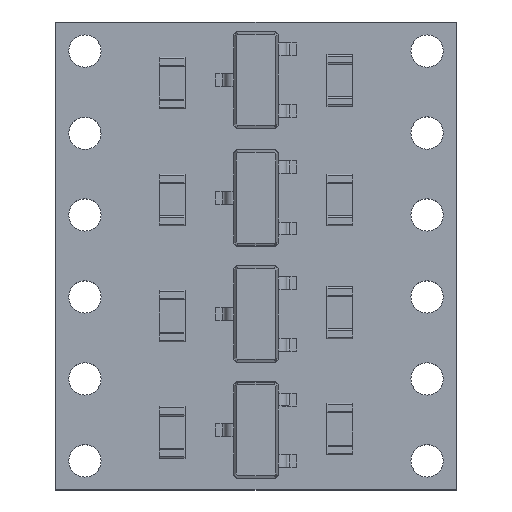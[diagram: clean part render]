
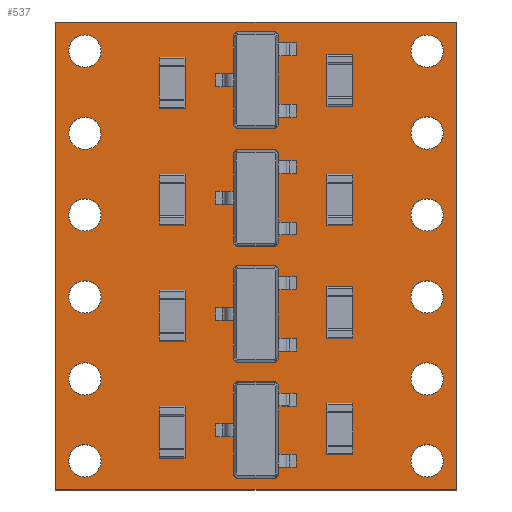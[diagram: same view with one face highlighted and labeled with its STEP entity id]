
A CAD part, top view. The second image highlights one B-rep face of the part: STEP entity #537.
In plain terms, the highlighted planar face has unit normal (0, 0, 1).
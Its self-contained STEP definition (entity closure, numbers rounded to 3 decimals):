
#22 = VERTEX_POINT('',#23);
#23 = CARTESIAN_POINT('',(-6.2,7.4,1.6));
#40 = VERTEX_POINT('',#41);
#41 = CARTESIAN_POINT('',(-6.2,-7.1,1.6));
#47 = EDGE_CURVE('',#22,#40,#48,.T.);
#48 = LINE('',#49,#50);
#49 = CARTESIAN_POINT('',(-6.2,7.4,1.6));
#50 = VECTOR('',#51,1.);
#51 = DIRECTION('',(0.,-1.,0.));
#71 = VERTEX_POINT('',#72);
#72 = CARTESIAN_POINT('',(6.2,7.4,1.6));
#78 = EDGE_CURVE('',#22,#71,#79,.T.);
#79 = LINE('',#80,#81);
#80 = CARTESIAN_POINT('',(-6.2,7.4,1.6));
#81 = VECTOR('',#82,1.);
#82 = DIRECTION('',(1.,0.,0.));
#102 = VERTEX_POINT('',#103);
#103 = CARTESIAN_POINT('',(6.2,-7.1,1.6));
#109 = EDGE_CURVE('',#40,#102,#110,.T.);
#110 = LINE('',#111,#112);
#111 = CARTESIAN_POINT('',(-6.2,-7.1,1.6));
#112 = VECTOR('',#113,1.);
#113 = DIRECTION('',(1.,0.,0.));
#131 = EDGE_CURVE('',#102,#71,#132,.T.);
#132 = LINE('',#133,#134);
#133 = CARTESIAN_POINT('',(6.2,-7.1,1.6));
#134 = VECTOR('',#135,1.);
#135 = DIRECTION('',(0.,1.,0.));
#146 = VERTEX_POINT('',#147);
#147 = CARTESIAN_POINT('',(-4.8,-6.2,1.6));
#163 = EDGE_CURVE('',#146,#146,#164,.T.);
#164 = CIRCLE('',#165,0.5);
#165 = AXIS2_PLACEMENT_3D('',#166,#167,#168);
#166 = CARTESIAN_POINT('',(-5.3,-6.2,1.6));
#167 = DIRECTION('',(0.,0.,1.));
#168 = DIRECTION('',(1.,0.,0.));
#179 = VERTEX_POINT('',#180);
#180 = CARTESIAN_POINT('',(-4.8,-3.66,1.6));
#196 = EDGE_CURVE('',#179,#179,#197,.T.);
#197 = CIRCLE('',#198,0.5);
#198 = AXIS2_PLACEMENT_3D('',#199,#200,#201);
#199 = CARTESIAN_POINT('',(-5.3,-3.66,1.6));
#200 = DIRECTION('',(0.,0.,1.));
#201 = DIRECTION('',(1.,0.,0.));
#212 = VERTEX_POINT('',#213);
#213 = CARTESIAN_POINT('',(-4.8,-1.12,1.6));
#229 = EDGE_CURVE('',#212,#212,#230,.T.);
#230 = CIRCLE('',#231,0.5);
#231 = AXIS2_PLACEMENT_3D('',#232,#233,#234);
#232 = CARTESIAN_POINT('',(-5.3,-1.12,1.6));
#233 = DIRECTION('',(0.,0.,1.));
#234 = DIRECTION('',(1.,0.,0.));
#245 = VERTEX_POINT('',#246);
#246 = CARTESIAN_POINT('',(5.8,-6.2,1.6));
#262 = EDGE_CURVE('',#245,#245,#263,.T.);
#263 = CIRCLE('',#264,0.5);
#264 = AXIS2_PLACEMENT_3D('',#265,#266,#267);
#265 = CARTESIAN_POINT('',(5.3,-6.2,1.6));
#266 = DIRECTION('',(0.,0.,1.));
#267 = DIRECTION('',(1.,0.,0.));
#278 = VERTEX_POINT('',#279);
#279 = CARTESIAN_POINT('',(5.8,-3.66,1.6));
#295 = EDGE_CURVE('',#278,#278,#296,.T.);
#296 = CIRCLE('',#297,0.5);
#297 = AXIS2_PLACEMENT_3D('',#298,#299,#300);
#298 = CARTESIAN_POINT('',(5.3,-3.66,1.6));
#299 = DIRECTION('',(0.,0.,1.));
#300 = DIRECTION('',(1.,0.,0.));
#311 = VERTEX_POINT('',#312);
#312 = CARTESIAN_POINT('',(5.8,-1.12,1.6));
#328 = EDGE_CURVE('',#311,#311,#329,.T.);
#329 = CIRCLE('',#330,0.5);
#330 = AXIS2_PLACEMENT_3D('',#331,#332,#333);
#331 = CARTESIAN_POINT('',(5.3,-1.12,1.6));
#332 = DIRECTION('',(0.,0.,1.));
#333 = DIRECTION('',(1.,0.,0.));
#344 = VERTEX_POINT('',#345);
#345 = CARTESIAN_POINT('',(-4.8,1.42,1.6));
#361 = EDGE_CURVE('',#344,#344,#362,.T.);
#362 = CIRCLE('',#363,0.5);
#363 = AXIS2_PLACEMENT_3D('',#364,#365,#366);
#364 = CARTESIAN_POINT('',(-5.3,1.42,1.6));
#365 = DIRECTION('',(0.,0.,1.));
#366 = DIRECTION('',(1.,0.,0.));
#377 = VERTEX_POINT('',#378);
#378 = CARTESIAN_POINT('',(-4.8,3.95,1.6));
#394 = EDGE_CURVE('',#377,#377,#395,.T.);
#395 = CIRCLE('',#396,0.5);
#396 = AXIS2_PLACEMENT_3D('',#397,#398,#399);
#397 = CARTESIAN_POINT('',(-5.3,3.95,1.6));
#398 = DIRECTION('',(0.,0.,1.));
#399 = DIRECTION('',(1.,0.,0.));
#410 = VERTEX_POINT('',#411);
#411 = CARTESIAN_POINT('',(-4.8,6.5,1.6));
#427 = EDGE_CURVE('',#410,#410,#428,.T.);
#428 = CIRCLE('',#429,0.5);
#429 = AXIS2_PLACEMENT_3D('',#430,#431,#432);
#430 = CARTESIAN_POINT('',(-5.3,6.5,1.6));
#431 = DIRECTION('',(0.,0.,1.));
#432 = DIRECTION('',(1.,0.,0.));
#443 = VERTEX_POINT('',#444);
#444 = CARTESIAN_POINT('',(5.8,1.42,1.6));
#460 = EDGE_CURVE('',#443,#443,#461,.T.);
#461 = CIRCLE('',#462,0.5);
#462 = AXIS2_PLACEMENT_3D('',#463,#464,#465);
#463 = CARTESIAN_POINT('',(5.3,1.42,1.6));
#464 = DIRECTION('',(0.,0.,1.));
#465 = DIRECTION('',(1.,0.,0.));
#476 = VERTEX_POINT('',#477);
#477 = CARTESIAN_POINT('',(5.8,3.96,1.6));
#493 = EDGE_CURVE('',#476,#476,#494,.T.);
#494 = CIRCLE('',#495,0.5);
#495 = AXIS2_PLACEMENT_3D('',#496,#497,#498);
#496 = CARTESIAN_POINT('',(5.3,3.96,1.6));
#497 = DIRECTION('',(0.,0.,1.));
#498 = DIRECTION('',(1.,0.,0.));
#509 = VERTEX_POINT('',#510);
#510 = CARTESIAN_POINT('',(5.8,6.5,1.6));
#526 = EDGE_CURVE('',#509,#509,#527,.T.);
#527 = CIRCLE('',#528,0.5);
#528 = AXIS2_PLACEMENT_3D('',#529,#530,#531);
#529 = CARTESIAN_POINT('',(5.3,6.5,1.6));
#530 = DIRECTION('',(0.,0.,1.));
#531 = DIRECTION('',(1.,0.,0.));
#537 = ADVANCED_FACE('',(#538,#544,#547,#550,#553,#556,#559,#562,#565,
    #568,#571,#574,#577),#580,.T.);
#538 = FACE_BOUND('',#539,.T.);
#539 = EDGE_LOOP('',(#540,#541,#542,#543));
#540 = ORIENTED_EDGE('',*,*,#47,.T.);
#541 = ORIENTED_EDGE('',*,*,#109,.T.);
#542 = ORIENTED_EDGE('',*,*,#131,.T.);
#543 = ORIENTED_EDGE('',*,*,#78,.F.);
#544 = FACE_BOUND('',#545,.T.);
#545 = EDGE_LOOP('',(#546));
#546 = ORIENTED_EDGE('',*,*,#163,.F.);
#547 = FACE_BOUND('',#548,.T.);
#548 = EDGE_LOOP('',(#549));
#549 = ORIENTED_EDGE('',*,*,#196,.F.);
#550 = FACE_BOUND('',#551,.T.);
#551 = EDGE_LOOP('',(#552));
#552 = ORIENTED_EDGE('',*,*,#229,.F.);
#553 = FACE_BOUND('',#554,.T.);
#554 = EDGE_LOOP('',(#555));
#555 = ORIENTED_EDGE('',*,*,#262,.F.);
#556 = FACE_BOUND('',#557,.T.);
#557 = EDGE_LOOP('',(#558));
#558 = ORIENTED_EDGE('',*,*,#295,.F.);
#559 = FACE_BOUND('',#560,.T.);
#560 = EDGE_LOOP('',(#561));
#561 = ORIENTED_EDGE('',*,*,#328,.F.);
#562 = FACE_BOUND('',#563,.T.);
#563 = EDGE_LOOP('',(#564));
#564 = ORIENTED_EDGE('',*,*,#361,.F.);
#565 = FACE_BOUND('',#566,.T.);
#566 = EDGE_LOOP('',(#567));
#567 = ORIENTED_EDGE('',*,*,#394,.F.);
#568 = FACE_BOUND('',#569,.T.);
#569 = EDGE_LOOP('',(#570));
#570 = ORIENTED_EDGE('',*,*,#427,.F.);
#571 = FACE_BOUND('',#572,.T.);
#572 = EDGE_LOOP('',(#573));
#573 = ORIENTED_EDGE('',*,*,#460,.F.);
#574 = FACE_BOUND('',#575,.T.);
#575 = EDGE_LOOP('',(#576));
#576 = ORIENTED_EDGE('',*,*,#493,.F.);
#577 = FACE_BOUND('',#578,.T.);
#578 = EDGE_LOOP('',(#579));
#579 = ORIENTED_EDGE('',*,*,#526,.F.);
#580 = PLANE('',#581);
#581 = AXIS2_PLACEMENT_3D('',#582,#583,#584);
#582 = CARTESIAN_POINT('',(0.,0.15,1.6));
#583 = DIRECTION('',(0.,0.,1.));
#584 = DIRECTION('',(1.,0.,0.));
